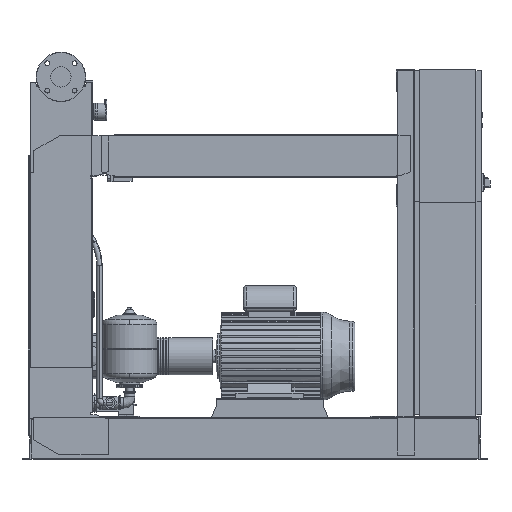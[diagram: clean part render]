
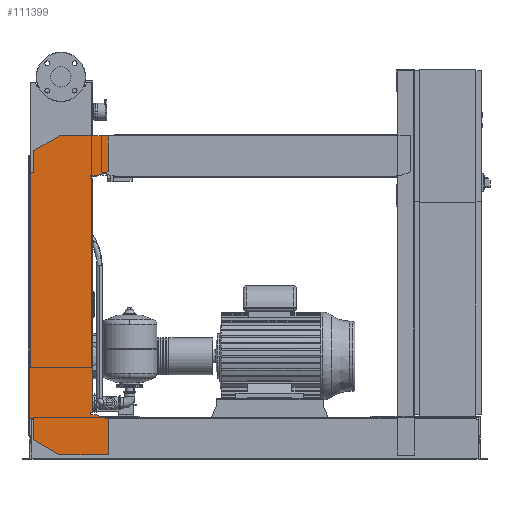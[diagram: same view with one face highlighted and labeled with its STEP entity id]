
A CAD part, front view. The second image highlights one B-rep face of the part: STEP entity #111399.
In plain terms, the highlighted free-form (B-spline) face has degree [1, 1] with [2, 2] control points.
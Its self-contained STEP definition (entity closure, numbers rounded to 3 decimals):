
#110884=CARTESIAN_POINT('',(-102.0,-463.5,1076.0));
#110885=VERTEX_POINT('',#110884);
#110892=CARTESIAN_POINT('',(-102.0,-463.5,1158.574));
#110893=VERTEX_POINT('',#110892);
#110894=CARTESIAN_POINT('',(-102.0,-463.5,1076.0));
#110895=DIRECTION('',(0.0,0.0,1.0));
#110896=VECTOR('',#110895,82.574);
#110897=LINE('',#110894,#110896);
#110898=EDGE_CURVE('',#110885,#110893,#110897,.T.);
#110916=CARTESIAN_POINT('',(-6.,-463.5,1214.0));
#110917=VERTEX_POINT('',#110916);
#110918=CARTESIAN_POINT('',(-102.0,-463.5,1158.574));
#110919=DIRECTION('',(0.866,0.0,0.5));
#110920=VECTOR('',#110919,110.851);
#110921=LINE('',#110918,#110920);
#110922=EDGE_CURVE('',#110893,#110917,#110921,.T.);
#110940=CARTESIAN_POINT('',(177.0,-463.5,1214.0));
#110941=VERTEX_POINT('',#110940);
#110942=CARTESIAN_POINT('',(-6.,-463.5,1214.0));
#110943=DIRECTION('',(1.0,0.0,0.0));
#110944=VECTOR('',#110943,183.0);
#110945=LINE('',#110942,#110944);
#110946=EDGE_CURVE('',#110917,#110941,#110945,.T.);
#110964=CARTESIAN_POINT('',(177.0,-463.5,1080.379));
#110965=VERTEX_POINT('',#110964);
#110966=CARTESIAN_POINT('',(177.0,-463.5,1214.0));
#110967=DIRECTION('',(0.0,0.0,-1.0));
#110968=VECTOR('',#110967,133.621);
#110969=LINE('',#110966,#110968);
#110970=EDGE_CURVE('',#110941,#110965,#110969,.T.);
#110988=CARTESIAN_POINT('',(132.,-463.5,1064.0));
#110989=VERTEX_POINT('',#110988);
#110990=CARTESIAN_POINT('',(177.0,-463.5,1080.379));
#110991=DIRECTION('',(-0.94,0.0,-0.342));
#110992=VECTOR('',#110991,47.888);
#110993=LINE('',#110990,#110992);
#110994=EDGE_CURVE('',#110965,#110989,#110993,.T.);
#111012=CARTESIAN_POINT('',(112.0,-463.5,1064.0));
#111013=VERTEX_POINT('',#111012);
#111014=CARTESIAN_POINT('',(132.,-463.5,1064.0));
#111015=DIRECTION('',(-1.0,0.0,0.0));
#111016=VECTOR('',#111015,20.);
#111017=LINE('',#111014,#111016);
#111018=EDGE_CURVE('',#110989,#111013,#111017,.T.);
#111036=CARTESIAN_POINT('',(112.0,-463.5,1056.0));
#111037=VERTEX_POINT('',#111036);
#111038=CARTESIAN_POINT('',(112.0,-463.5,1064.0));
#111039=DIRECTION('',(0.0,0.0,-1.0));
#111040=VECTOR('',#111039,8.0);
#111041=LINE('',#111038,#111040);
#111042=EDGE_CURVE('',#111013,#111037,#111041,.T.);
#111060=CARTESIAN_POINT('',(120.,-463.5,1056.0));
#111061=VERTEX_POINT('',#111060);
#111062=CARTESIAN_POINT('',(112.0,-463.5,1056.0));
#111063=DIRECTION('',(1.0,0.0,0.0));
#111064=VECTOR('',#111063,8.);
#111065=LINE('',#111062,#111064);
#111066=EDGE_CURVE('',#111037,#111061,#111065,.T.);
#111084=CARTESIAN_POINT('',(120.,-463.5,176.));
#111085=VERTEX_POINT('',#111084);
#111096=CARTESIAN_POINT('',(120.,-463.5,1056.0));
#111097=DIRECTION('',(0.0,0.0,-1.0));
#111098=VECTOR('',#111097,880.);
#111099=LINE('',#111096,#111098);
#111100=EDGE_CURVE('',#111061,#111085,#111099,.T.);
#111114=CARTESIAN_POINT('',(112.,-463.5,176.));
#111115=VERTEX_POINT('',#111114);
#111116=CARTESIAN_POINT('',(120.,-463.5,176.));
#111117=DIRECTION('',(-1.0,0.0,0.0));
#111118=VECTOR('',#111117,8.);
#111119=LINE('',#111116,#111118);
#111120=EDGE_CURVE('',#111085,#111115,#111119,.T.);
#111138=CARTESIAN_POINT('',(112.,-463.5,168.));
#111139=VERTEX_POINT('',#111138);
#111140=CARTESIAN_POINT('',(112.,-463.5,176.));
#111141=DIRECTION('',(0.0,0.0,-1.0));
#111142=VECTOR('',#111141,8.0);
#111143=LINE('',#111140,#111142);
#111144=EDGE_CURVE('',#111115,#111139,#111143,.T.);
#111162=CARTESIAN_POINT('',(132.,-463.5,168.));
#111163=VERTEX_POINT('',#111162);
#111164=CARTESIAN_POINT('',(112.,-463.5,168.));
#111165=DIRECTION('',(1.0,0.0,0.0));
#111166=VECTOR('',#111165,20.0);
#111167=LINE('',#111164,#111166);
#111168=EDGE_CURVE('',#111139,#111163,#111167,.T.);
#111186=CARTESIAN_POINT('',(177.,-463.5,151.621));
#111187=VERTEX_POINT('',#111186);
#111188=CARTESIAN_POINT('',(132.,-463.5,168.));
#111189=DIRECTION('',(0.94,0.0,-0.342));
#111190=VECTOR('',#111189,47.888);
#111191=LINE('',#111188,#111190);
#111192=EDGE_CURVE('',#111163,#111187,#111191,.T.);
#111210=CARTESIAN_POINT('',(177.,-463.5,18.0));
#111211=VERTEX_POINT('',#111210);
#111212=CARTESIAN_POINT('',(177.,-463.5,151.621));
#111213=DIRECTION('',(0.0,0.0,-1.0));
#111214=VECTOR('',#111213,133.621);
#111215=LINE('',#111212,#111214);
#111216=EDGE_CURVE('',#111187,#111211,#111215,.T.);
#111234=CARTESIAN_POINT('',(-4.,-463.5,18.0));
#111235=VERTEX_POINT('',#111234);
#111236=CARTESIAN_POINT('',(177.,-463.5,18.0));
#111237=DIRECTION('',(-1.0,0.0,0.0));
#111238=VECTOR('',#111237,181.);
#111239=LINE('',#111236,#111238);
#111240=EDGE_CURVE('',#111211,#111235,#111239,.T.);
#111258=CARTESIAN_POINT('',(-102.,-463.5,74.58));
#111259=VERTEX_POINT('',#111258);
#111260=CARTESIAN_POINT('',(-4.,-463.5,18.0));
#111261=DIRECTION('',(-0.866,0.,0.5));
#111262=VECTOR('',#111261,113.161);
#111263=LINE('',#111260,#111262);
#111264=EDGE_CURVE('',#111235,#111259,#111263,.T.);
#111282=CARTESIAN_POINT('',(-102.,-463.5,156.0));
#111283=VERTEX_POINT('',#111282);
#111284=CARTESIAN_POINT('',(-102.,-463.5,74.58));
#111285=DIRECTION('',(0.0,0.0,1.0));
#111286=VECTOR('',#111285,81.42);
#111287=LINE('',#111284,#111286);
#111288=EDGE_CURVE('',#111259,#111283,#111287,.T.);
#111306=CARTESIAN_POINT('',(-122.,-463.5,156.0));
#111307=VERTEX_POINT('',#111306);
#111308=CARTESIAN_POINT('',(-102.,-463.5,156.0));
#111309=DIRECTION('',(-1.0,0.0,0.0));
#111310=VECTOR('',#111309,20.0);
#111311=LINE('',#111308,#111310);
#111312=EDGE_CURVE('',#111283,#111307,#111311,.T.);
#111330=CARTESIAN_POINT('',(-122.0,-463.5,1076.0));
#111331=VERTEX_POINT('',#111330);
#111344=CARTESIAN_POINT('',(-122.,-463.5,156.0));
#111345=DIRECTION('',(0.0,0.0,1.0));
#111346=VECTOR('',#111345,920.0);
#111347=LINE('',#111344,#111346);
#111348=EDGE_CURVE('',#111307,#111331,#111347,.T.);
#111362=CARTESIAN_POINT('',(-122.0,-463.5,1076.0));
#111363=DIRECTION('',(1.0,0.0,0.0));
#111364=VECTOR('',#111363,20.0);
#111365=LINE('',#111362,#111364);
#111366=EDGE_CURVE('',#111331,#110885,#111365,.T.);
#111372=CARTESIAN_POINT('',(-122.,-463.5,18.0));
#111373=CARTESIAN_POINT('',(177.0,-463.5,18.0));
#111374=CARTESIAN_POINT('',(-122.,-463.5,1214.0));
#111375=CARTESIAN_POINT('',(177.0,-463.5,1214.0));
#111376=B_SPLINE_SURFACE_WITH_KNOTS('',1,1,((#111372,#111374),(#111373,#111375)),.UNSPECIFIED.,.F.,.F.,.U.,(2,2),(2,2),(0.0,299.),(0.0,1196.0),.UNSPECIFIED.);
#111377=ORIENTED_EDGE('',*,*,#111366,.F.);
#111378=ORIENTED_EDGE('',*,*,#111348,.F.);
#111379=ORIENTED_EDGE('',*,*,#111312,.F.);
#111380=ORIENTED_EDGE('',*,*,#111288,.F.);
#111381=ORIENTED_EDGE('',*,*,#111264,.F.);
#111382=ORIENTED_EDGE('',*,*,#111240,.F.);
#111383=ORIENTED_EDGE('',*,*,#111216,.F.);
#111384=ORIENTED_EDGE('',*,*,#111192,.F.);
#111385=ORIENTED_EDGE('',*,*,#111168,.F.);
#111386=ORIENTED_EDGE('',*,*,#111144,.F.);
#111387=ORIENTED_EDGE('',*,*,#111120,.F.);
#111388=ORIENTED_EDGE('',*,*,#111100,.F.);
#111389=ORIENTED_EDGE('',*,*,#111066,.F.);
#111390=ORIENTED_EDGE('',*,*,#111042,.F.);
#111391=ORIENTED_EDGE('',*,*,#111018,.F.);
#111392=ORIENTED_EDGE('',*,*,#110994,.F.);
#111393=ORIENTED_EDGE('',*,*,#110970,.F.);
#111394=ORIENTED_EDGE('',*,*,#110946,.F.);
#111395=ORIENTED_EDGE('',*,*,#110922,.F.);
#111396=ORIENTED_EDGE('',*,*,#110898,.F.);
#111397=EDGE_LOOP('',(#111377,#111378,#111379,#111380,#111381,#111382,#111383,#111384,#111385,#111386,#111387,#111388,#111389,#111390,#111391,#111392,#111393,#111394,#111395,#111396));
#111398=FACE_OUTER_BOUND('',#111397,.T.);
#111399=ADVANCED_FACE('',(#111398),#111376,.T.);
